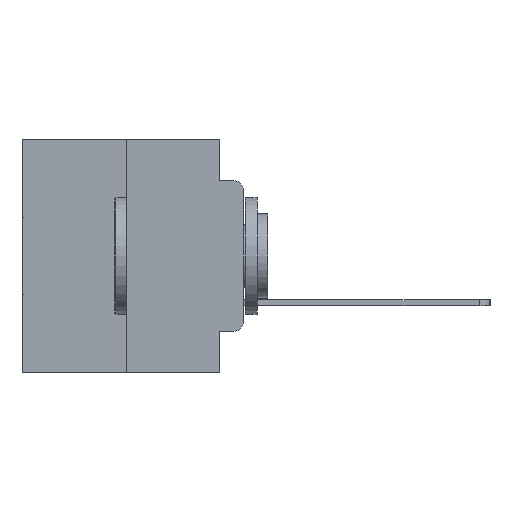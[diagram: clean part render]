
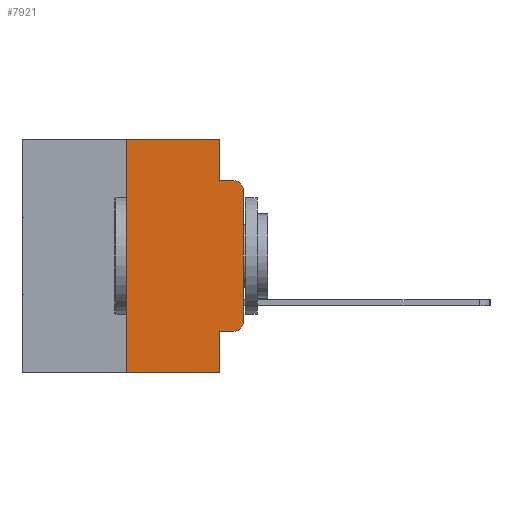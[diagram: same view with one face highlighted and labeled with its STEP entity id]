
A CAD part, left-side view. The second image highlights one B-rep face of the part: STEP entity #7921.
In plain terms, the highlighted planar face has unit normal (-1, 0, 0).
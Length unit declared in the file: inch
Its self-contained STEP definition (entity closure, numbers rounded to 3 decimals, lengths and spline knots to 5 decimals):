
#32 = EDGE_CURVE ( 'NONE', #21682, #13607, #21571, .T. ) ;
#68 = CARTESIAN_POINT ( 'NONE',  ( 0., 0., -0.3915 ) ) ;
#242 = DIRECTION ( 'NONE',  ( 0., 0., -1. ) ) ;
#1231 = CARTESIAN_POINT ( 'NONE',  ( 0., 0.051, -0.0885 ) ) ;
#1397 = FACE_OUTER_BOUND ( 'NONE', #2692, .T. ) ;
#1471 = EDGE_CURVE ( 'NONE', #10363, #25172, #3941, .T. ) ;
#1811 = VERTEX_POINT ( 'NONE', #14746 ) ;
#2692 = EDGE_LOOP ( 'NONE', ( #24645, #7211, #25986, #22750, #4178, #7691, #13825, #11470, #4344, #10252 ) ) ;
#3428 = DIRECTION ( 'NONE',  ( 0., -1., 0. ) ) ;
#3941 = LINE ( 'NONE', #13369, #26080 ) ;
#4178 = ORIENTED_EDGE ( 'NONE', *, *, #1471, .F. ) ;
#4303 = CARTESIAN_POINT ( 'NONE',  ( 0., 0., 0. ) ) ;
#4344 = ORIENTED_EDGE ( 'NONE', *, *, #10666, .T. ) ;
#5278 = VERTEX_POINT ( 'NONE', #6076 ) ;
#5440 = AXIS2_PLACEMENT_3D ( 'NONE', #11618, #22366, #9535 ) ;
#5860 = CARTESIAN_POINT ( 'NONE',  ( 0., 0.02, -0.0885 ) ) ;
#6076 = CARTESIAN_POINT ( 'NONE',  ( 0., 0.051, -0.0885 ) ) ;
#6430 = DIRECTION ( 'NONE',  ( -1., 0., 0. ) ) ;
#6599 = LINE ( 'NONE', #26760, #17431 ) ;
#7211 = ORIENTED_EDGE ( 'NONE', *, *, #17722, .T. ) ;
#7306 = LINE ( 'NONE', #17769, #13064 ) ;
#7691 = ORIENTED_EDGE ( 'NONE', *, *, #19310, .F. ) ;
#7914 = CARTESIAN_POINT ( 'NONE',  ( 0., 0.051, -0.4115 ) ) ;
#7921 = ADVANCED_FACE ( 'NONE', ( #1397 ), #20259, .F. ) ;
#8076 = CARTESIAN_POINT ( 'NONE',  ( 0., 0.02, -0.4115 ) ) ;
#8613 = VECTOR ( 'NONE', #10202, 39.37008 ) ;
#8873 = VECTOR ( 'NONE', #19445, 39.37008 ) ;
#9276 = DIRECTION ( 'NONE',  ( 0., 0., 1. ) ) ;
#9432 = CARTESIAN_POINT ( 'NONE',  ( 0., 0.051, 0. ) ) ;
#9484 = VECTOR ( 'NONE', #10606, 39.37008 ) ;
#9520 = LINE ( 'NONE', #4303, #8873 ) ;
#9535 = DIRECTION ( 'NONE',  ( 0., 0., -1. ) ) ;
#9746 = EDGE_CURVE ( 'NONE', #21936, #17063, #10733, .T. ) ;
#10202 = DIRECTION ( 'NONE',  ( 0., -1., 0. ) ) ;
#10252 = ORIENTED_EDGE ( 'NONE', *, *, #9746, .T. ) ;
#10363 = VERTEX_POINT ( 'NONE', #15094 ) ;
#10606 = DIRECTION ( 'NONE',  ( 0., -1., 0. ) ) ;
#10666 = EDGE_CURVE ( 'NONE', #22636, #21936, #26269, .T. ) ;
#10733 = CIRCLE ( 'NONE', #15296, 0.02 ) ;
#11470 = ORIENTED_EDGE ( 'NONE', *, *, #12115, .F. ) ;
#11562 = EDGE_CURVE ( 'NONE', #5278, #27764, #20692, .T. ) ;
#11618 = CARTESIAN_POINT ( 'NONE',  ( 0., 0.473, 0. ) ) ;
#12115 = EDGE_CURVE ( 'NONE', #22636, #13607, #6599, .T. ) ;
#13064 = VECTOR ( 'NONE', #19892, 39.37008 ) ;
#13206 = CARTESIAN_POINT ( 'NONE',  ( 0., 0.051, -0.5 ) ) ;
#13369 = CARTESIAN_POINT ( 'NONE',  ( 0., 0.473, 0. ) ) ;
#13508 = DIRECTION ( 'NONE',  ( -1., 0., 0. ) ) ;
#13607 = VERTEX_POINT ( 'NONE', #13206 ) ;
#13825 = ORIENTED_EDGE ( 'NONE', *, *, #32, .T. ) ;
#14718 = DIRECTION ( 'NONE',  ( 0., -1., 0. ) ) ;
#14746 = CARTESIAN_POINT ( 'NONE',  ( 0., 0., -0.1085 ) ) ;
#15094 = CARTESIAN_POINT ( 'NONE',  ( 0., 0.25, 0. ) ) ;
#15296 = AXIS2_PLACEMENT_3D ( 'NONE', #19341, #6430, #21473 ) ;
#16277 = LINE ( 'NONE', #26272, #27440 ) ;
#17063 = VERTEX_POINT ( 'NONE', #68 ) ;
#17431 = VECTOR ( 'NONE', #18455, 39.37008 ) ;
#17722 = EDGE_CURVE ( 'NONE', #1811, #27764, #24372, .T. ) ;
#17769 = CARTESIAN_POINT ( 'NONE',  ( 0., 0.051, 0. ) ) ;
#18028 = CARTESIAN_POINT ( 'NONE',  ( 0., 0.051, -0.4115 ) ) ;
#18455 = DIRECTION ( 'NONE',  ( 0., 0., -1. ) ) ;
#19147 = EDGE_CURVE ( 'NONE', #17063, #1811, #9520, .T. ) ;
#19310 = EDGE_CURVE ( 'NONE', #21682, #10363, #16277, .T. ) ;
#19341 = CARTESIAN_POINT ( 'NONE',  ( 0., 0.02, -0.3915 ) ) ;
#19445 = DIRECTION ( 'NONE',  ( 0., 0., 1. ) ) ;
#19892 = DIRECTION ( 'NONE',  ( 0., 0., -1. ) ) ;
#20030 = CARTESIAN_POINT ( 'NONE',  ( 0., 0.25, -0.5 ) ) ;
#20259 = PLANE ( 'NONE',  #5440 ) ;
#20692 = LINE ( 'NONE', #1231, #8613 ) ;
#21401 = VECTOR ( 'NONE', #3428, 39.37008 ) ;
#21473 = DIRECTION ( 'NONE',  ( 0., 0., -1. ) ) ;
#21571 = LINE ( 'NONE', #23493, #9484 ) ;
#21682 = VERTEX_POINT ( 'NONE', #20030 ) ;
#21936 = VERTEX_POINT ( 'NONE', #8076 ) ;
#22366 = DIRECTION ( 'NONE',  ( 1., 0., 0. ) ) ;
#22636 = VERTEX_POINT ( 'NONE', #18028 ) ;
#22750 = ORIENTED_EDGE ( 'NONE', *, *, #26299, .F. ) ;
#23493 = CARTESIAN_POINT ( 'NONE',  ( 0., 0.473, -0.5 ) ) ;
#23837 = AXIS2_PLACEMENT_3D ( 'NONE', #26171, #13508, #242 ) ;
#24372 = CIRCLE ( 'NONE', #23837, 0.02 ) ;
#24645 = ORIENTED_EDGE ( 'NONE', *, *, #19147, .T. ) ;
#25172 = VERTEX_POINT ( 'NONE', #9432 ) ;
#25986 = ORIENTED_EDGE ( 'NONE', *, *, #11562, .F. ) ;
#26080 = VECTOR ( 'NONE', #14718, 39.37008 ) ;
#26171 = CARTESIAN_POINT ( 'NONE',  ( 0., 0.02, -0.1085 ) ) ;
#26269 = LINE ( 'NONE', #7914, #21401 ) ;
#26272 = CARTESIAN_POINT ( 'NONE',  ( 0., 0.25, 0. ) ) ;
#26299 = EDGE_CURVE ( 'NONE', #25172, #5278, #7306, .T. ) ;
#26760 = CARTESIAN_POINT ( 'NONE',  ( 0., 0.051, 0. ) ) ;
#27440 = VECTOR ( 'NONE', #9276, 39.37008 ) ;
#27764 = VERTEX_POINT ( 'NONE', #5860 ) ;
